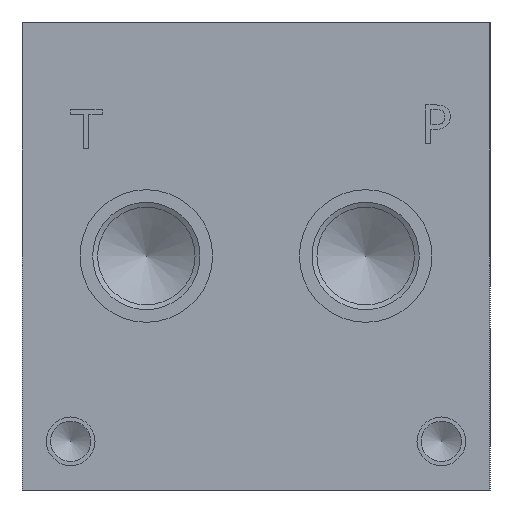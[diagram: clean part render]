
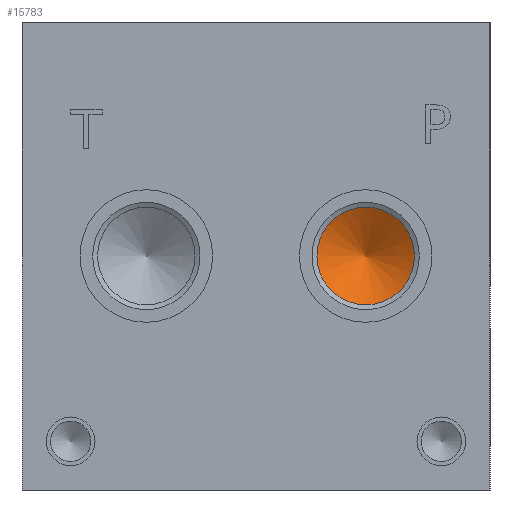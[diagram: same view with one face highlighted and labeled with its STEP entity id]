
A CAD part, left-side view. The second image highlights one B-rep face of the part: STEP entity #15783.
In plain terms, the highlighted conical face has half-angle 60 degrees and reference radius 3.969 mm.
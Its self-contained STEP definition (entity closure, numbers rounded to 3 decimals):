
#140=CONICAL_SURFACE('',#16540,3.969,1.047);
#318=CIRCLE('',#16541,7.938);
#319=CIRCLE('',#16542,7.938);
#1848=FACE_OUTER_BOUND('',#2764,.T.);
#2764=EDGE_LOOP('',(#13541,#13542,#13543,#13544));
#4256=LINE('',#26771,#5655);
#5655=VECTOR('',#19417,3.969);
#7429=VERTEX_POINT('',#26767);
#7430=VERTEX_POINT('',#26768);
#7431=VERTEX_POINT('',#26770);
#9552=EDGE_CURVE('',#7429,#7430,#318,.T.);
#9553=EDGE_CURVE('',#7430,#7431,#4256,.T.);
#9554=EDGE_CURVE('',#7430,#7429,#319,.T.);
#13541=ORIENTED_EDGE('',*,*,#9552,.T.);
#13542=ORIENTED_EDGE('',*,*,#9553,.T.);
#13543=ORIENTED_EDGE('',*,*,#9553,.F.);
#13544=ORIENTED_EDGE('',*,*,#9554,.T.);
#15783=ADVANCED_FACE('',(#1848),#140,.F.);
#16540=AXIS2_PLACEMENT_3D('',#26766,#19413,#19414);
#16541=AXIS2_PLACEMENT_3D('',#26769,#19415,#19416);
#16542=AXIS2_PLACEMENT_3D('',#26772,#19418,#19419);
#19413=DIRECTION('center_axis',(-1.,0.,0.));
#19414=DIRECTION('ref_axis',(0.,1.,0.));
#19415=DIRECTION('center_axis',(-1.,0.,0.));
#19416=DIRECTION('ref_axis',(0.,1.,0.));
#19417=DIRECTION('',(0.5,0.866,0.));
#19418=DIRECTION('center_axis',(-1.,0.,0.));
#19419=DIRECTION('ref_axis',(0.,1.,0.));
#26766=CARTESIAN_POINT('Origin',(34.041,20.244,38.1));
#26767=CARTESIAN_POINT('',(31.75,28.181,38.1));
#26768=CARTESIAN_POINT('',(31.75,12.306,38.1));
#26769=CARTESIAN_POINT('Origin',(31.75,20.244,38.1));
#26770=CARTESIAN_POINT('',(36.333,20.244,38.1));
#26771=CARTESIAN_POINT('',(34.041,16.275,38.1));
#26772=CARTESIAN_POINT('Origin',(31.75,20.244,38.1));
